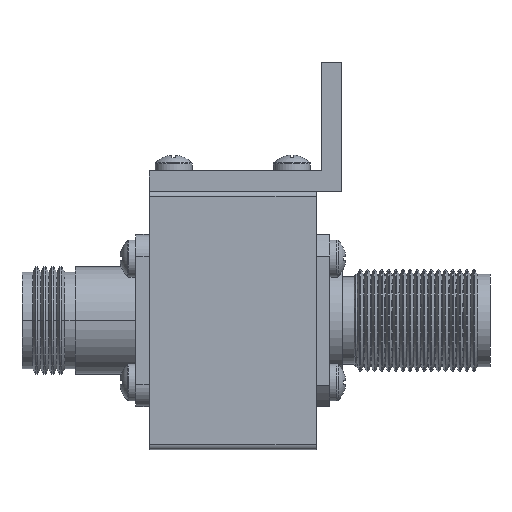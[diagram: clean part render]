
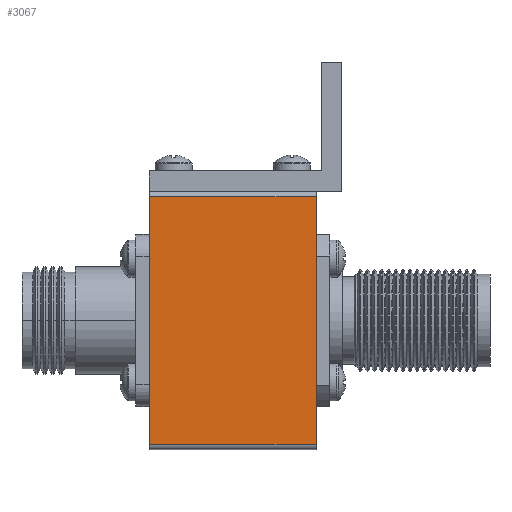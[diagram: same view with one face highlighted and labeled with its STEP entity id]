
A CAD part, front view. The second image highlights one B-rep face of the part: STEP entity #3067.
In plain terms, the highlighted planar face has unit normal (0, -1, 0).
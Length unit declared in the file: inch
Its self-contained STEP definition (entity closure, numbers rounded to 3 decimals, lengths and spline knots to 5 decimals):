
#482 = CARTESIAN_POINT ( 'NONE',  ( -0.75, -0.25, 0.485 ) ) ;
#632 = CARTESIAN_POINT ( 'NONE',  ( -0.72, -0.25, -0.485 ) ) ;
#804 = VECTOR ( 'NONE', #3232, 39.37008 ) ;
#869 = EDGE_CURVE ( 'NONE', #1449, #1975, #1760, .T. ) ;
#1084 = ORIENTED_EDGE ( 'NONE', *, *, #2604, .T. ) ;
#1123 = CARTESIAN_POINT ( 'NONE',  ( -0.75, -0.25, 0.485 ) ) ;
#1449 = VERTEX_POINT ( 'NONE', #4221 ) ;
#1752 = CARTESIAN_POINT ( 'NONE',  ( -0.72, -0.25, 0.485 ) ) ;
#1760 = LINE ( 'NONE', #1898, #12056 ) ;
#1898 = CARTESIAN_POINT ( 'NONE',  ( 0.72, -0.25, 0.485 ) ) ;
#1975 = VERTEX_POINT ( 'NONE', #4762 ) ;
#2061 = CARTESIAN_POINT ( 'NONE',  ( -0.72, -0.25, 0.485 ) ) ;
#2238 = PLANE ( 'NONE',  #12749 ) ;
#2604 = EDGE_CURVE ( 'NONE', #16209, #1449, #4475, .T. ) ;
#3067 = ADVANCED_FACE ( 'NONE', ( #3237 ), #2238, .F. ) ;
#3232 = DIRECTION ( 'NONE',  ( 1., 0., 0. ) ) ;
#3237 = FACE_OUTER_BOUND ( 'NONE', #14730, .T. ) ;
#3686 = DIRECTION ( 'NONE',  ( 0., 0., 1. ) ) ;
#4221 = CARTESIAN_POINT ( 'NONE',  ( 0.72, -0.25, -0.485 ) ) ;
#4244 = EDGE_CURVE ( 'NONE', #6505, #1975, #15896, .T. ) ;
#4475 = LINE ( 'NONE', #14970, #7089 ) ;
#4762 = CARTESIAN_POINT ( 'NONE',  ( 0.72, -0.25, 0.485 ) ) ;
#5308 = ORIENTED_EDGE ( 'NONE', *, *, #8220, .T. ) ;
#6505 = VERTEX_POINT ( 'NONE', #1752 ) ;
#7089 = VECTOR ( 'NONE', #16319, 39.37008 ) ;
#8220 = EDGE_CURVE ( 'NONE', #6505, #16209, #12772, .T. ) ;
#8543 = DIRECTION ( 'NONE',  ( 0., 0., -1. ) ) ;
#10150 = DIRECTION ( 'NONE',  ( 0., 1., 0. ) ) ;
#10340 = ORIENTED_EDGE ( 'NONE', *, *, #4244, .F. ) ;
#11376 = VECTOR ( 'NONE', #8543, 39.37008 ) ;
#12056 = VECTOR ( 'NONE', #14729, 39.37008 ) ;
#12578 = ORIENTED_EDGE ( 'NONE', *, *, #869, .T. ) ;
#12749 = AXIS2_PLACEMENT_3D ( 'NONE', #1123, #10150, #3686 ) ;
#12772 = LINE ( 'NONE', #2061, #11376 ) ;
#14729 = DIRECTION ( 'NONE',  ( 0., 0., 1. ) ) ;
#14730 = EDGE_LOOP ( 'NONE', ( #10340, #5308, #1084, #12578 ) ) ;
#14970 = CARTESIAN_POINT ( 'NONE',  ( -0.75, -0.25, -0.485 ) ) ;
#15896 = LINE ( 'NONE', #482, #804 ) ;
#16209 = VERTEX_POINT ( 'NONE', #632 ) ;
#16319 = DIRECTION ( 'NONE',  ( 1., 0., 0. ) ) ;
